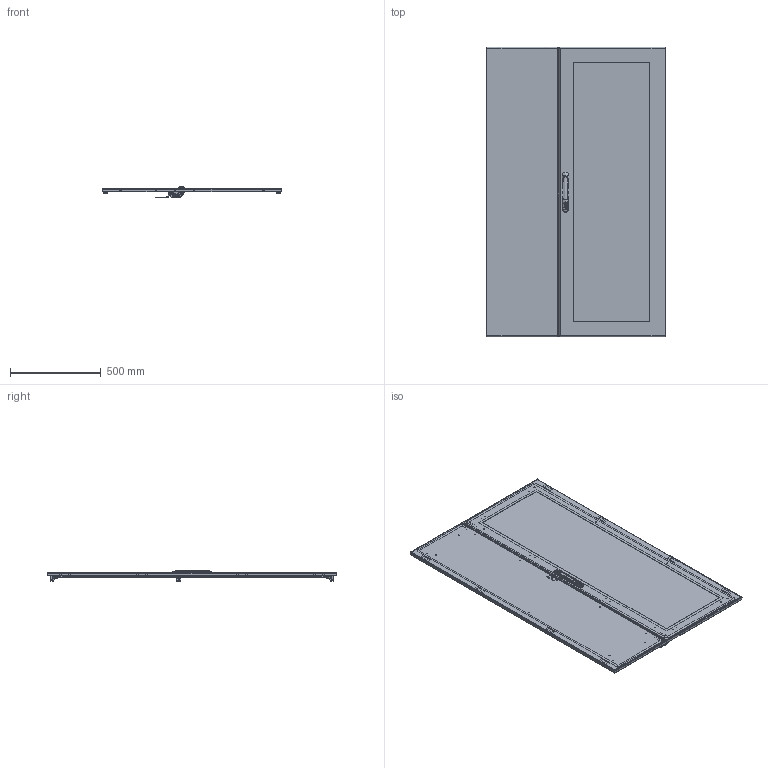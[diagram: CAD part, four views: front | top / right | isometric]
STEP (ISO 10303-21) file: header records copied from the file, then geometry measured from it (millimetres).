
FILE_DESCRIPTION(/* description */ (''),/* implementation_level */ '2;1');
FILE_NAME(/* name */ 'PTDCA165100.stp',/* time_stamp */ '2017-05-30T11:42:40+02:00',/* author */ (''),/* organization */ (''),/* preprocessor_version */ 'ST-DEVELOPER v15',/* originating_system */ 'SIEMENS PLM Software NX 9.0',/* authorisation */ '');
FILE_SCHEMA (('CONFIG_CONTROL_DESIGN'));
Products named in the file (25): 1000-385; 1000-277-07; Puerta_Inactiva_1650x400; Junta_goma_PI_1650x400; 91347_PERNO_M8x15c; BISAGRA_PUERTA_2M; 91323_PERNO_M5x15; 91324_PERNO_M5x25; 92322_CONTROL_VARILLAS; 92322_CIERRE_ARG+; Varilla plana DP 1650; 92346_TERMINACION_VARILLA; Junta_goma_PA_1650X600; 91347_PERNO_M8x15; 92321_BISAGRA_PUERTA_2M; Puerta_ActivaTrans_1650x600; Cristal_Assembly_Puerta_Doble_Transparente; 91323_PERNO_M5x15577; 92320_BISAGRA_FONDO_2M; 92320_BISAGRA_FONDO_2M_SIM; CUNA_DOBLE_PUERTA_ARG_stp; 1000-u684_asm_stp; Puerta_inactiva_1650_stp; PUERTA_ACTIVA_TRANS_1650_stp; ENL16510050PT_DC_stp
Assembly tree (68 placements, depth 4):
  ENL16510050PT_DC_stp
    CUNA_DOBLE_PUERTA_ARG_stp  x2
    92320_BISAGRA_FONDO_2M_SIM  x4
    92320_BISAGRA_FONDO_2M  x4
    PUERTA_ACTIVA_TRANS_1650_stp
      91323_PERNO_M5x15577  x14
      Cristal_Assembly_Puerta_Doble_Transparente
      Puerta_ActivaTrans_1650x600
      92321_BISAGRA_PUERTA_2M  x4
      91347_PERNO_M8x15  x2
      Junta_goma_PA_1650X600
      92346_TERMINACION_VARILLA  x2
      Varilla plana DP 1650  x2
      92322_CIERRE_ARG+
      92322_CONTROL_VARILLAS
    Puerta_inactiva_1650_stp
      92346_TERMINACION_VARILLA  x2
      Varilla plana DP 1650  x2
      92322_CONTROL_VARILLAS
      91324_PERNO_M5x25  x2
      91323_PERNO_M5x15  x9
      BISAGRA_PUERTA_2M  x4
      91347_PERNO_M8x15c  x2
      Junta_goma_PI_1650x400
      Puerta_Inactiva_1650x400
      1000-u684_asm_stp
        1000-277-07
        1000-385
Bounding box: 994 x 1600 x 65.51 mm (x, y, z)
Volume: 5591934.2 mm3; surface area: 4172831.8 mm2
Topology: 76 solids, 87 shells, 4319 faces, 11040 edges, 6850 vertices
Faces by surface type: plane 2148, cylinder 1243, bspline 758, cone 107, sphere 50, torus 13
Full cylindrical faces by diameter (mm): 5 x25, 6 x4, 6.2 x24, 7 x4, 8 x4, 8.5 x4, 14.5 x8
Entity records: 114683 total; most frequent: CARTESIAN_POINT 53176, ORIENTED_EDGE 13990, DIRECTION 9165, EDGE_CURVE 6995, VERTEX_POINT 4326, AXIS2_PLACEMENT_3D 3233, EDGE_LOOP 2883, ADVANCED_FACE 2757
